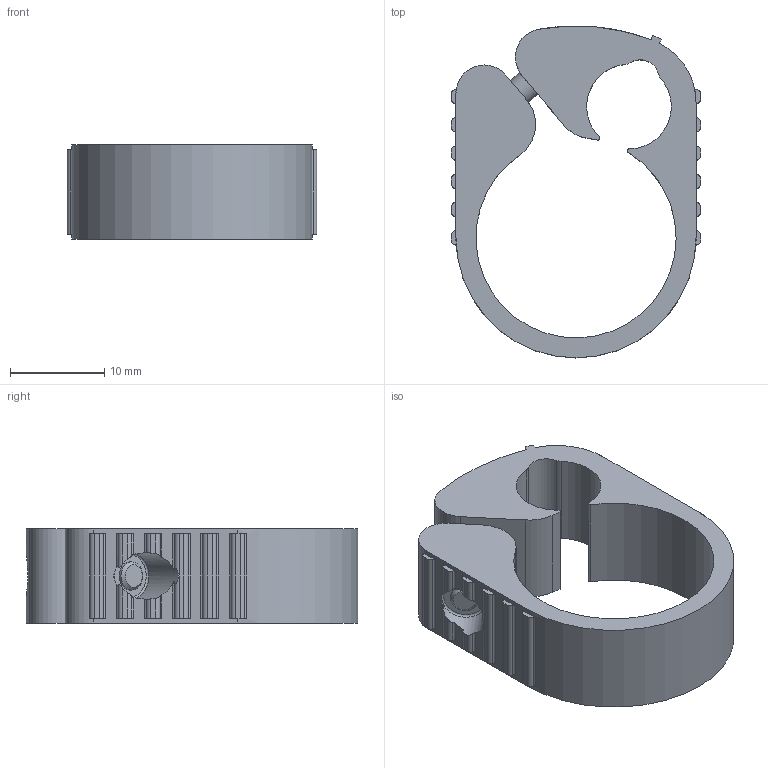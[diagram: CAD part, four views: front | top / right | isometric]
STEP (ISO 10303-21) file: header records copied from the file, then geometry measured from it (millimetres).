
FILE_DESCRIPTION(/* description */ ('STEP AP214'),/* implementation_level */ '2;1');
FILE_NAME(/* name */ '164583_CRSMBR-20',/* time_stamp */ '2024-08-09T15:58:06+02:00',/* author */ ('License CC BY-ND 4.0'),/* organization */ ('CADENAS'),/* preprocessor_version */ 'ST-DEVELOPER v19.3',/* originating_system */ 'PARTsolutions',/* authorisation */ ' ');
FILE_SCHEMA (('AUTOMOTIVE_DESIGN {1 0 10303 214 3 1 1}'));
Length unit declared in the file: millimetre
Products named in the file (3): 164583 CRSMBR-20; 164583 CRSMBR-20(1); DIN-84 - M3x12
Assembly tree (2 placements, depth 2):
  164583 CRSMBR-20
    164583 CRSMBR-20(1)
    DIN-84 - M3x12
Bounding box: 26.5 x 35.25 x 10 mm (x, y, z)
Volume: 3298.8 mm3; surface area: 3200 mm2
Topology: 2 solids, 2 shells, 149 faces, 406 edges, 268 vertices
Faces by surface type: cylinder 84, plane 56, cone 6, torus 3
Full cylindrical faces by diameter (mm): 2.459 x1, 3 x1, 3.1 x2, 4.9 x1, 6.2 x1
Entity records: 4814 total; most frequent: CARTESIAN_POINT 923, DIRECTION 843, ORIENTED_EDGE 774, EDGE_CURVE 387, AXIS2_PLACEMENT_3D 330, VERTEX_POINT 264, LINE 183, VECTOR 183
